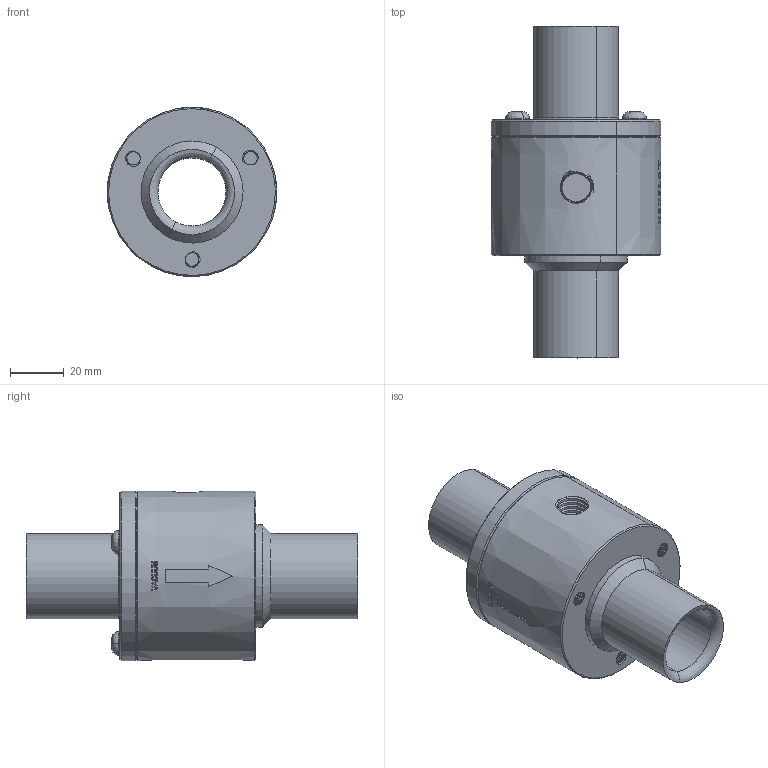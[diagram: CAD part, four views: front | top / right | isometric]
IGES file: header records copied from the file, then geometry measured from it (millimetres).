
Start section: START RECORD GO HERE.
Global section: file name: 30002-HTS-4.10.2020.igs; native system: DASSAULT SYSTEMES CATIA V5 R21 - www.3ds.com; preprocessor: CATIA Version 5 Release 21 ; author: HET; organization: PADACHH; date: 20201005.002853; units: millimetre
Bounding box: 63.19 x 123.8 x 63.19 mm (x, y, z)
Surface area: 35240.1 mm2 (no closed solid volume)
Topology: 0 solids, 0 shells, 1093 faces, 5989 edges, 5993 vertices
Faces by surface type: plane 349, extrusion 296, bspline 265, revolution 183
